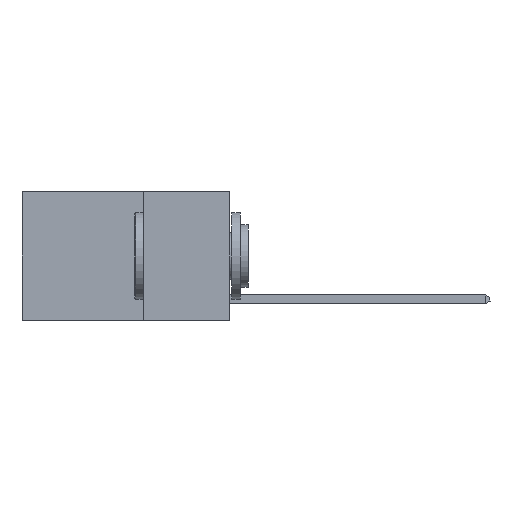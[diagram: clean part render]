
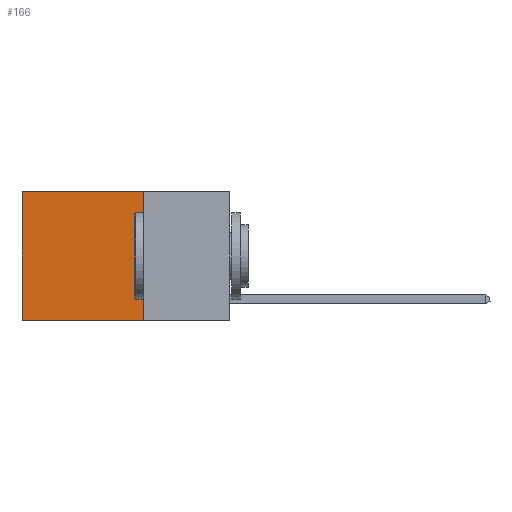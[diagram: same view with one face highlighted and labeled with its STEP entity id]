
A CAD part, left-side view. The second image highlights one B-rep face of the part: STEP entity #166.
In plain terms, the highlighted planar face has unit normal (-1, 0, 0).
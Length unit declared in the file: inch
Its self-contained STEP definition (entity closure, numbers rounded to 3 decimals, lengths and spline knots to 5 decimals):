
#166 = ADVANCED_FACE ( 'NONE', ( #8618 ), #8971, .F. ) ;
#1299 = EDGE_LOOP ( 'NONE', ( #13425, #21296, #12031, #8963 ) ) ;
#2985 = VECTOR ( 'NONE', #25780, 39.37008 ) ;
#3929 = VERTEX_POINT ( 'NONE', #16251 ) ;
#4185 = VECTOR ( 'NONE', #28050, 39.37008 ) ;
#5827 = VERTEX_POINT ( 'NONE', #26005 ) ;
#6354 = LINE ( 'NONE', #7216, #23785 ) ;
#6392 = EDGE_CURVE ( 'NONE', #11920, #3929, #25097, .T. ) ;
#7216 = CARTESIAN_POINT ( 'NONE',  ( 0.2625, 0.25, -0.37 ) ) ;
#7551 = CARTESIAN_POINT ( 'NONE',  ( 0.2625, 0.25, 0. ) ) ;
#8618 = FACE_OUTER_BOUND ( 'NONE', #1299, .T. ) ;
#8963 = ORIENTED_EDGE ( 'NONE', *, *, #6392, .T. ) ;
#8971 = PLANE ( 'NONE',  #19590 ) ;
#9096 = LINE ( 'NONE', #7551, #2985 ) ;
#9730 = EDGE_CURVE ( 'NONE', #28048, #5827, #6354, .T. ) ;
#9747 = CARTESIAN_POINT ( 'NONE',  ( 0.2625, 0.25, 0. ) ) ;
#11444 = CARTESIAN_POINT ( 'NONE',  ( 0.2625, 0.25, 0. ) ) ;
#11920 = VERTEX_POINT ( 'NONE', #11444 ) ;
#12031 = ORIENTED_EDGE ( 'NONE', *, *, #16989, .F. ) ;
#13425 = ORIENTED_EDGE ( 'NONE', *, *, #28654, .T. ) ;
#13586 = DIRECTION ( 'NONE',  ( 0., 0., -1. ) ) ;
#14402 = CARTESIAN_POINT ( 'NONE',  ( 0.2625, 0.6, 0. ) ) ;
#16251 = CARTESIAN_POINT ( 'NONE',  ( 0.2625, 0.6, 0. ) ) ;
#16989 = EDGE_CURVE ( 'NONE', #11920, #28048, #9096, .T. ) ;
#18877 = DIRECTION ( 'NONE',  ( 0., 1., 0. ) ) ;
#19590 = AXIS2_PLACEMENT_3D ( 'NONE', #24920, #27217, #13586 ) ;
#21296 = ORIENTED_EDGE ( 'NONE', *, *, #9730, .F. ) ;
#23785 = VECTOR ( 'NONE', #25447, 39.37008 ) ;
#24363 = VECTOR ( 'NONE', #18877, 39.37008 ) ;
#24920 = CARTESIAN_POINT ( 'NONE',  ( 0.2625, 0.25, 0. ) ) ;
#25097 = LINE ( 'NONE', #9747, #24363 ) ;
#25447 = DIRECTION ( 'NONE',  ( 0., 1., 0. ) ) ;
#25661 = CARTESIAN_POINT ( 'NONE',  ( 0.2625, 0.25, -0.37 ) ) ;
#25780 = DIRECTION ( 'NONE',  ( 0., 0., -1. ) ) ;
#26005 = CARTESIAN_POINT ( 'NONE',  ( 0.2625, 0.6, -0.37 ) ) ;
#27217 = DIRECTION ( 'NONE',  ( 1., 0., 0. ) ) ;
#27756 = LINE ( 'NONE', #14402, #4185 ) ;
#28048 = VERTEX_POINT ( 'NONE', #25661 ) ;
#28050 = DIRECTION ( 'NONE',  ( 0., 0., -1. ) ) ;
#28654 = EDGE_CURVE ( 'NONE', #3929, #5827, #27756, .T. ) ;
